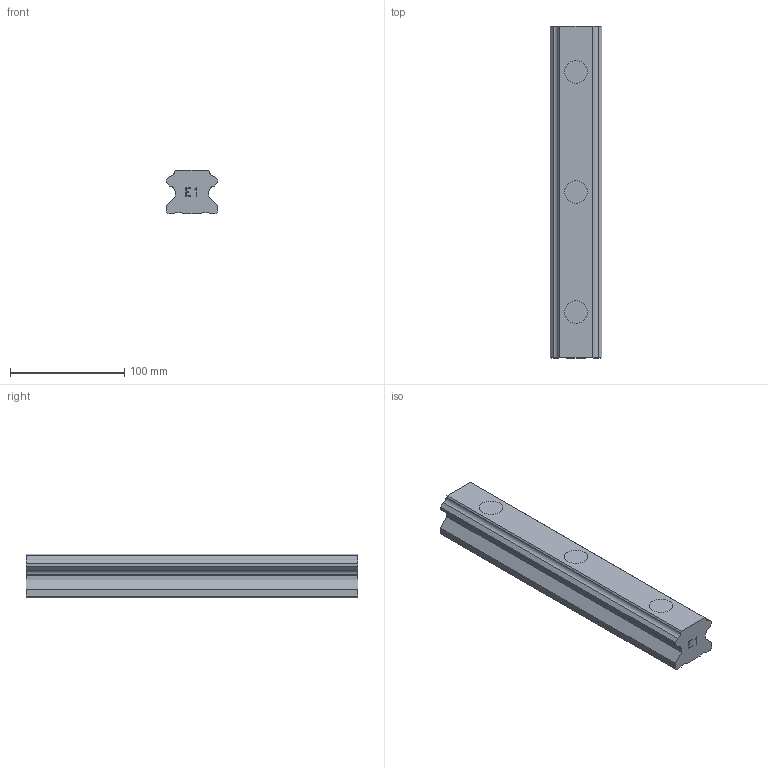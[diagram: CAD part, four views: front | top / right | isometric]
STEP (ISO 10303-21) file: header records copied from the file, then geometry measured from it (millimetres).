
FILE_DESCRIPTION(('STEP AP214'),'1');
FILE_NAME('cctmp_AEEEBBF6-1B89-475F-9A00-86FA7BA20B1B_2020_10_29_12_33_7_88..stp','2020-10-29T11:33:07',('HIWIN GmbH'),('CADClick - www.CADClick.com'),'Spatial InterOp 3D',' ','unknown authorization');
FILE_SCHEMA(('AUTOMOTIVE_DESIGN'));
Length unit declared in the file: millimetre
Products named in the file (1): HGR45R290H_FILE
Bounding box: 45 x 290 x 38 mm (x, y, z)
Volume: 388191.7 mm3; surface area: 59336.9 mm2
Topology: 1 solids, 1 shells, 124 faces, 327 edges, 218 vertices
Faces by surface type: plane 102, cylinder 22
Entity records: 4811 total; most frequent: CARTESIAN_POINT 670, ORIENTED_EDGE 654, DIRECTION 621, EDGE_CURVE 327, LINE 283, VECTOR 283, VERTEX_POINT 218, AXIS2_PLACEMENT_3D 169
